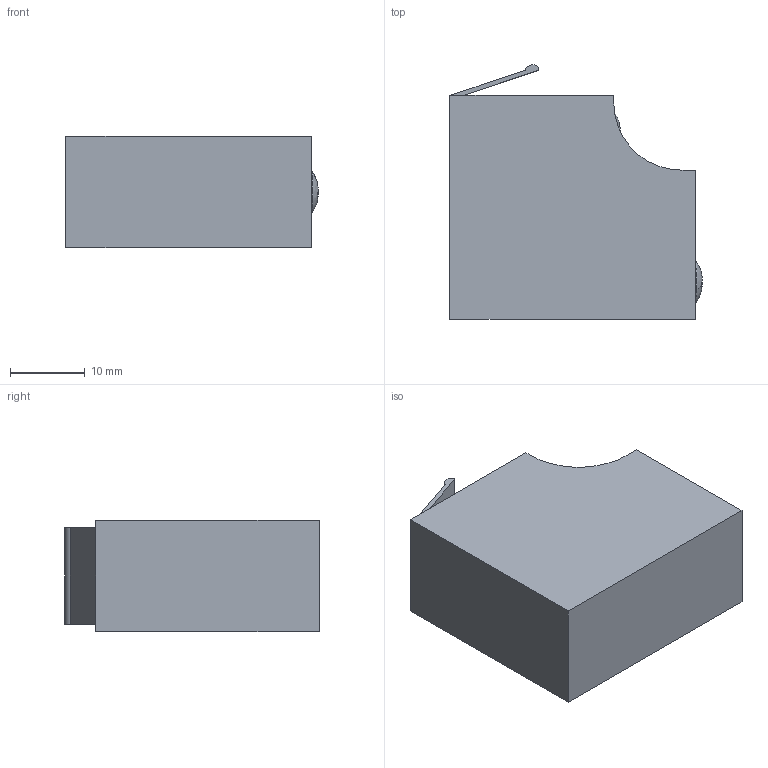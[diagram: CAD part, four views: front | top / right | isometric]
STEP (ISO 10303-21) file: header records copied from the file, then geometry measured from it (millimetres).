
FILE_DESCRIPTION (( 'STEP AP203' ), '1' );
FILE_NAME ('Âñïîìîãàòåëüíûå êîíòàêòû ê ÂÀ-99Ñ (Compact NS) 100-630À EKF PROxima.STEP', '2016-11-06T13:00:14', ( '' ), ( '' ), 'SwSTEP 2.0', 'SolidWorks 2014', '' );
FILE_SCHEMA (( 'CONFIG_CONTROL_DESIGN' ));
Length unit declared in the file: millimetre
Products named in the file (3): pan head cross recess screw_din_ISO 7045 - M3 x 6 - Z --- 6S; Âñïîìîãàòåëüíûå êîíòàêòû ê ÂÀ-99Ñ (Compact NS) 100-630À EKF PROxima
Assembly tree (4 placements, depth 2):
  Âñïîìîãàòåëüíûå êîíòàêòû ê ÂÀ-99Ñ (Compact NS) 100-630À EKF PROxima
    Âñïîìîãàòåëüíûå êîíòàêòû ê ÂÀ-99Ñ (Compact NS) 100-630À EKF PROxima
    pan head cross recess screw_din_ISO 7045 - M3 x 6 - Z --- 6S  x3
Bounding box: 33.85 x 34.12 x 15 mm (x, y, z)
Volume: 12282.4 mm3; surface area: 5147.2 mm2
Topology: 4 solids, 4 shells, 349 faces, 889 edges, 548 vertices
Faces by surface type: cone 159, plane 89, cylinder 83, torus 12, sphere 6
Entity records: 4588 total; most frequent: DIRECTION 812, CARTESIAN_POINT 756, ORIENTED_EDGE 702, EDGE_CURVE 351, AXIS2_PLACEMENT_3D 328, VERTEX_POINT 220, CIRCLE 182, VECTOR 156
